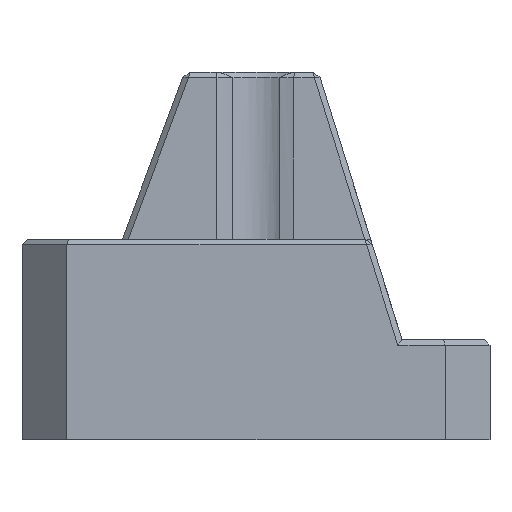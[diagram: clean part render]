
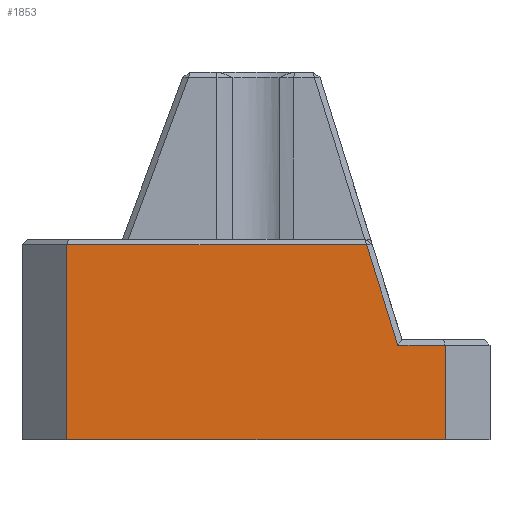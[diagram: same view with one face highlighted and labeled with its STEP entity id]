
A CAD part, left-side view. The second image highlights one B-rep face of the part: STEP entity #1853.
In plain terms, the highlighted planar face has unit normal (-1, 0, 0).
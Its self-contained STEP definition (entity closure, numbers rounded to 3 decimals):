
#239=FACE_OUTER_BOUND('',#346,.T.);
#346=EDGE_LOOP('',(#1563,#1564,#1565,#1566,#1567,#1568));
#517=LINE('',#3292,#681);
#525=LINE('',#3325,#689);
#527=LINE('',#3329,#691);
#534=LINE('',#3343,#698);
#535=LINE('',#3345,#699);
#536=LINE('',#3346,#700);
#681=VECTOR('',#2398,10.);
#689=VECTOR('',#2422,10.);
#691=VECTOR('',#2426,10.);
#698=VECTOR('',#2441,10.);
#699=VECTOR('',#2442,10.);
#700=VECTOR('',#2443,10.);
#864=VERTEX_POINT('',#3283);
#865=VERTEX_POINT('',#3287);
#868=VERTEX_POINT('',#3324);
#869=VERTEX_POINT('',#3328);
#872=VERTEX_POINT('',#3342);
#873=VERTEX_POINT('',#3344);
#1106=EDGE_CURVE('',#865,#864,#517,.T.);
#1116=EDGE_CURVE('',#868,#865,#525,.T.);
#1118=EDGE_CURVE('',#869,#868,#527,.T.);
#1125=EDGE_CURVE('',#864,#872,#534,.T.);
#1126=EDGE_CURVE('',#873,#872,#535,.T.);
#1127=EDGE_CURVE('',#873,#869,#536,.T.);
#1563=ORIENTED_EDGE('',*,*,#1106,.T.);
#1564=ORIENTED_EDGE('',*,*,#1125,.T.);
#1565=ORIENTED_EDGE('',*,*,#1126,.F.);
#1566=ORIENTED_EDGE('',*,*,#1127,.T.);
#1567=ORIENTED_EDGE('',*,*,#1118,.T.);
#1568=ORIENTED_EDGE('',*,*,#1116,.T.);
#1756=PLANE('',#2018);
#1853=ADVANCED_FACE('',(#239),#1756,.F.);
#2018=AXIS2_PLACEMENT_3D('',#3341,#2439,#2440);
#2398=DIRECTION('',(0.,1.,0.));
#2422=DIRECTION('',(0.,0.298,0.954));
#2426=DIRECTION('',(0.,1.,0.));
#2439=DIRECTION('center_axis',(1.,0.,0.));
#2440=DIRECTION('ref_axis',(0.,0.,-1.));
#2441=DIRECTION('',(0.,0.,-1.));
#2442=DIRECTION('',(0.,1.,0.));
#2443=DIRECTION('',(0.,0.,1.));
#3283=CARTESIAN_POINT('',(-15.,21.6,24.5));
#3287=CARTESIAN_POINT('',(-15.,-5.32,24.5));
#3292=CARTESIAN_POINT('',(-15.,-5.9,24.5));
#3324=CARTESIAN_POINT('',(-15.,-8.132,15.5));
#3325=CARTESIAN_POINT('',(-15.,-8.801,13.36));
#3328=CARTESIAN_POINT('',(-15.,-12.4,15.5));
#3329=CARTESIAN_POINT('',(-15.,-5.9,15.5));
#3341=CARTESIAN_POINT('Origin',(-15.,-16.4,13.));
#3342=CARTESIAN_POINT('',(-15.,21.6,7.));
#3343=CARTESIAN_POINT('',(-15.,21.6,11.5));
#3344=CARTESIAN_POINT('',(-15.,-12.4,7.));
#3345=CARTESIAN_POINT('',(-15.,-16.4,7.));
#3346=CARTESIAN_POINT('',(-15.,-12.4,11.5));
